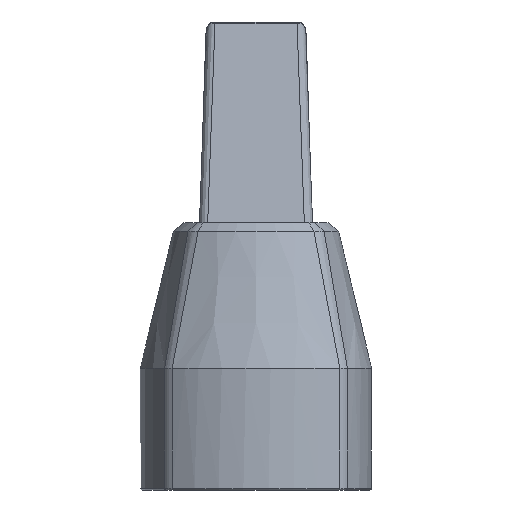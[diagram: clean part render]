
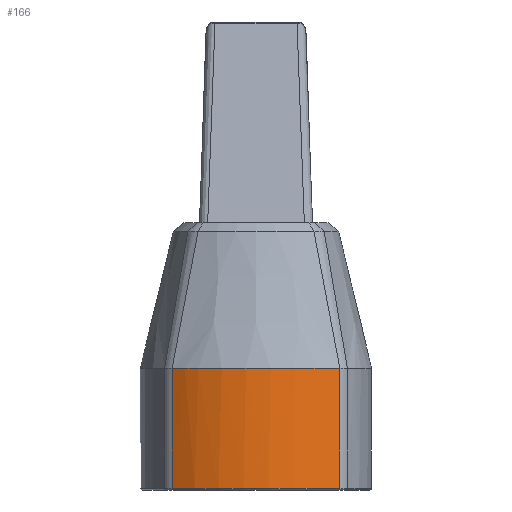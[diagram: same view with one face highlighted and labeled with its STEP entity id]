
A CAD part, left-side view. The second image highlights one B-rep face of the part: STEP entity #166.
In plain terms, the highlighted cylindrical face has radius 18.383 mm (diameter 36.766 mm), a partial arc.
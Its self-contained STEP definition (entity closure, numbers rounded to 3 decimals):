
#166 = ADVANCED_FACE( '', ( #455 ), #456, .T. );
#455 = FACE_OUTER_BOUND( '', #929, .T. );
#456 = CYLINDRICAL_SURFACE( '', #930, 18.383 );
#929 = EDGE_LOOP( '', ( #3696, #3697, #3698, #3699 ) );
#930 = AXIS2_PLACEMENT_3D( '', #3700, #3701, #3702 );
#3696 = ORIENTED_EDGE( '', *, *, #4694, .T. );
#3697 = ORIENTED_EDGE( '', *, *, #4695, .T. );
#3698 = ORIENTED_EDGE( '', *, *, #4696, .T. );
#3699 = ORIENTED_EDGE( '', *, *, #4697, .T. );
#3700 = CARTESIAN_POINT( '', ( 4.708, 0., 14.35 ) );
#3701 = DIRECTION( '', ( 0., 0., 1. ) );
#3702 = DIRECTION( '', ( -1., 0., 0. ) );
#4694 = EDGE_CURVE( '', #5149, #5150, #5151, .T. );
#4695 = EDGE_CURVE( '', #5150, #5152, #5153, .F. );
#4696 = EDGE_CURVE( '', #5152, #5154, #5155, .F. );
#4697 = EDGE_CURVE( '', #5154, #5149, #5156, .T. );
#5149 = VERTEX_POINT( '', #5771 );
#5150 = VERTEX_POINT( '', #5772 );
#5151 = LINE( '', #5773, #5774 );
#5152 = VERTEX_POINT( '', #5775 );
#5153 = CIRCLE( '', #5776, 18.383 );
#5154 = VERTEX_POINT( '', #5777 );
#5155 = LINE( '', #5778, #5779 );
#5156 = B_SPLINE_CURVE_WITH_KNOTS( '', 3, ( #5780, #5781, #5782, #5783, #5784, #5785, #5786, #5787, #5788, #5789 ), .UNSPECIFIED., .F., .F., ( 4, 2, 2, 2, 4 ), ( 0.03, 0.265, 0.5, 0.735, 0.97 ), .UNSPECIFIED. );
#5771 = CARTESIAN_POINT( '', ( -10.796, 9.878, 14.35 ) );
#5772 = CARTESIAN_POINT( '', ( -10.796, 9.878, 0.2 ) );
#5773 = CARTESIAN_POINT( '', ( -10.796, 9.878, 14.35 ) );
#5774 = VECTOR( '', #7423, 1000. );
#5775 = CARTESIAN_POINT( '', ( -10.796, -9.878, 0.2 ) );
#5776 = AXIS2_PLACEMENT_3D( '', #7424, #7425, #7426 );
#5777 = CARTESIAN_POINT( '', ( -10.796, -9.878, 14.35 ) );
#5778 = CARTESIAN_POINT( '', ( -10.796, -9.878, 14.35 ) );
#5779 = VECTOR( '', #7427, 1000. );
#5780 = CARTESIAN_POINT( '', ( -10.796, -9.878, 14.35 ) );
#5781 = CARTESIAN_POINT( '', ( -11.73, -8.412, 14.35 ) );
#5782 = CARTESIAN_POINT( '', ( -12.454, -6.813, 14.35 ) );
#5783 = CARTESIAN_POINT( '', ( -13.427, -3.476, 14.35 ) );
#5784 = CARTESIAN_POINT( '', ( -13.675, -1.738, 14.35 ) );
#5785 = CARTESIAN_POINT( '', ( -13.675, 1.738, 14.35 ) );
#5786 = CARTESIAN_POINT( '', ( -13.427, 3.476, 14.35 ) );
#5787 = CARTESIAN_POINT( '', ( -12.454, 6.813, 14.35 ) );
#5788 = CARTESIAN_POINT( '', ( -11.73, 8.412, 14.35 ) );
#5789 = CARTESIAN_POINT( '', ( -10.796, 9.878, 14.35 ) );
#7423 = DIRECTION( '', ( 0., 0., -1. ) );
#7424 = CARTESIAN_POINT( '', ( 4.708, 0., 0.2 ) );
#7425 = DIRECTION( '', ( 0., 0., -1. ) );
#7426 = DIRECTION( '', ( -1., 0., 0. ) );
#7427 = DIRECTION( '', ( 0., 0., -1. ) );
